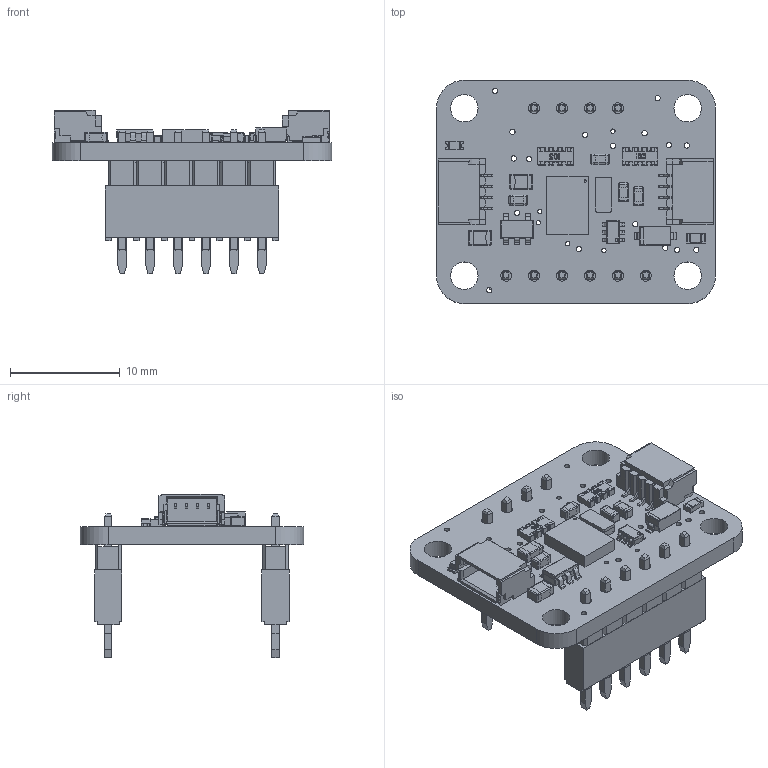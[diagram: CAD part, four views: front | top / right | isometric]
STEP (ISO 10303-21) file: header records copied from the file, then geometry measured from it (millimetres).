
FILE_DESCRIPTION(/* description */ (''),/* implementation_level */ '2;1');
FILE_NAME(/* name */ 'Adafruit BNO055 STEMMA QT with headers.step',/* time_stamp */ '2023-06-30T11:51:48+10:00',/* author */ (''),/* organization */ (''),/* preprocessor_version */ 'ST-DEVELOPER v19.2',/* originating_system */ 'Autodesk Translation Framework v12.6.0.85',/* authorisation */ '');
FILE_SCHEMA (('AUTOMOTIVE_DESIGN { 1 0 10303 214 3 1 1 }'));
Products named in the file (32): Adafruit BNO055 STEMMA QT w/headers; Printed Circuit Board; BNO055-9axis-IMU v2; Crystal_XTAL3215_32.768KHz v2; SOT23-5 v1; SOD-123 v1; SOD-123; Cathode; Anode; Cathode Bar; Body; SOT23-6 v3; CAPC-0805-T0.95-BN v1; CAPC-0805-T0.95-BN v1 (1); LED 0603 single color v1; CAPC-0603-T0.9-BN v1 (1); CAPC-0603-T0.9-BN v1 (2); CAPC-0603-T0.9-BN v1; RESC-0603 v1; CAPC-0603-T0.9-BN v1 (3); YC164_RESPACK v1; qwicc v1 (1); qwicc v1; YC164_RESPACK v1 (1); 6x_Male_Pin_2.54_mm; 1_Male_Pin_2.54_mm; 4x_Male_Pin_2.54_mm; 1_Male_Pin_2.54_mm_1; 4-Pin Header - Female - 2.54mm; 4er Pin Header Female; 6-Pin Header - Female - 2.54mm; 6er Pin Header Female
Assembly tree (39 placements, depth 4):
  Adafruit BNO055 STEMMA QT w/headers
    Printed Circuit Board
    BNO055-9axis-IMU v2
    Crystal_XTAL3215_32.768KHz v2
    SOT23-5 v1
    SOD-123 v1
      SOD-123
        Cathode
        Anode
        Cathode Bar
        Body
    SOT23-6 v3
    CAPC-0805-T0.95-BN v1
    CAPC-0805-T0.95-BN v1 (1)
    LED 0603 single color v1
    CAPC-0603-T0.9-BN v1 (1)
    CAPC-0603-T0.9-BN v1 (2)
    CAPC-0603-T0.9-BN v1
    RESC-0603 v1
    CAPC-0603-T0.9-BN v1 (3)
    YC164_RESPACK v1
    qwicc v1 (1)
    qwicc v1
    YC164_RESPACK v1 (1)
    6x_Male_Pin_2.54_mm
      1_Male_Pin_2.54_mm  x6
    4x_Male_Pin_2.54_mm
      1_Male_Pin_2.54_mm_1  x4
    4-Pin Header - Female - 2.54mm
      4er Pin Header Female
    6-Pin Header - Female - 2.54mm
      6er Pin Header Female
Bounding box: 25.4 x 20.32 x 14.9 mm (x, y, z)
Volume: 1373.1 mm3; surface area: 3646.9 mm2
Topology: 94 solids, 96 shells, 2538 faces, 6299 edges, 4002 vertices
Faces by surface type: plane 1948, cylinder 395, bspline 135, sphere 60
Full cylindrical faces by diameter (mm): 0.214 x2, 0.394 x5, 0.483 x26, 1 x10, 2.5 x4
Entity records: 72049 total; most frequent: CARTESIAN_POINT 16029, ORIENTED_EDGE 11324, DIRECTION 10671, EDGE_CURVE 5663, LINE 4551, VECTOR 4551, VERTEX_POINT 3650, AXIS2_PLACEMENT_3D 3060
